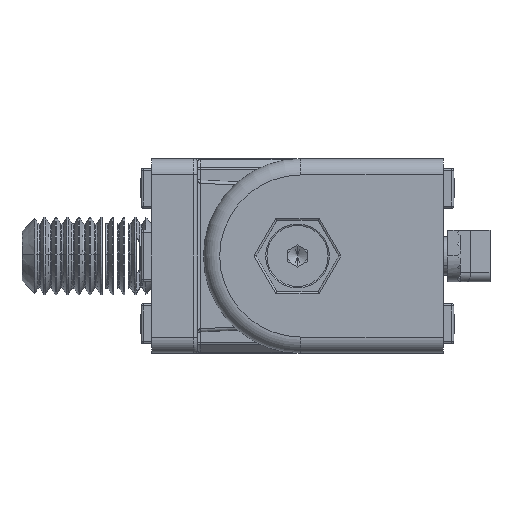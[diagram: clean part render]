
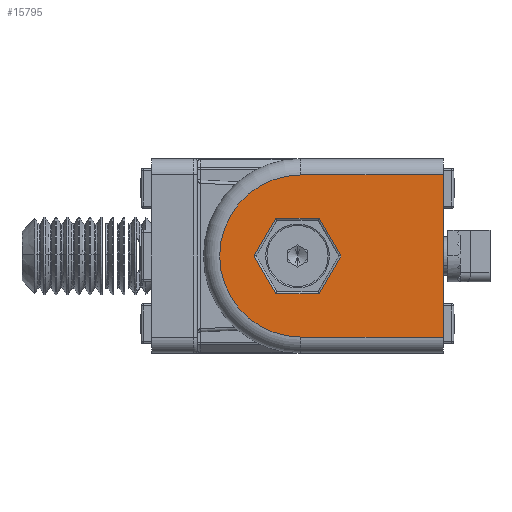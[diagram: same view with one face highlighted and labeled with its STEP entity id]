
A CAD part, left-side view. The second image highlights one B-rep face of the part: STEP entity #15795.
In plain terms, the highlighted planar face has unit normal (-1, 0, 0).
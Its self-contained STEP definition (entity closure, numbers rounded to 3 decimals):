
#2597 = FACE_BOUND ( 'NONE', #10786, .T. ) ;
#2604 = FACE_OUTER_BOUND ( 'NONE', #10848, .T. ) ;
#3538 = ORIENTED_EDGE ( 'NONE', *, *, #36078, .T. ) ;
#3627 = ORIENTED_EDGE ( 'NONE', *, *, #36070, .T. ) ;
#3628 = ORIENTED_EDGE ( 'NONE', *, *, #36079, .T. ) ;
#3629 = ORIENTED_EDGE ( 'NONE', *, *, #36073, .T. ) ;
#3630 = ORIENTED_EDGE ( 'NONE', *, *, #36076, .T. ) ;
#3631 = ORIENTED_EDGE ( 'NONE', *, *, #36075, .T. ) ;
#3632 = ORIENTED_EDGE ( 'NONE', *, *, #36080, .T. ) ;
#3636 = ORIENTED_EDGE ( 'NONE', *, *, #35940, .F. ) ;
#3637 = ORIENTED_EDGE ( 'NONE', *, *, #36081, .T. ) ;
#3638 = ORIENTED_EDGE ( 'NONE', *, *, #36082, .T. ) ;
#6992 = AXIS2_PLACEMENT_3D ( 'NONE', #14595, #14596, #14597 ) ;
#8748 = CARTESIAN_POINT ( 'NONE',  ( -20.412, -10.477, 17.161 ) ) ;
#8749 = PLANE ( 'NONE',  #24445 ) ;
#8754 = DIRECTION ( 'NONE',  ( 1., 0., 0. ) ) ;
#8755 = DIRECTION ( 'NONE',  ( 0., 0., -1. ) ) ;
#10786 = EDGE_LOOP ( 'NONE', ( #3628, #3627, #3629, #3631, #3630, #3538 ) ) ;
#10848 = EDGE_LOOP ( 'NONE', ( #3636, #3632, #3637, #3638 ) ) ;
#14232 = CARTESIAN_POINT ( 'NONE',  ( -20.412, -17.477, 17.161 ) ) ;
#14235 = DIRECTION ( 'NONE',  ( 0., 0., -1. ) ) ;
#14551 = CARTESIAN_POINT ( 'NONE',  ( -20.412, -0.325, 23.023 ) ) ;
#14554 = DIRECTION ( 'NONE',  ( 0., -0.5, 0.866 ) ) ;
#14561 = CARTESIAN_POINT ( 'NONE',  ( -20.412, -10.477, 7.961 ) ) ;
#14565 = DIRECTION ( 'NONE',  ( 0., -1., 0. ) ) ;
#14567 = CARTESIAN_POINT ( 'NONE',  ( -20.412, 2.62, 9.599 ) ) ;
#14571 = DIRECTION ( 'NONE',  ( 0., -0.5, -0.866 ) ) ;
#14572 = CARTESIAN_POINT ( 'NONE',  ( -20.412, -10.371, 17.223 ) ) ;
#14573 = DIRECTION ( 'NONE',  ( 0., 0.5, -0.866 ) ) ;
#14574 = DIRECTION ( 'NONE',  ( 0., -1., 0. ) ) ;
#14575 = CARTESIAN_POINT ( 'NONE',  ( -20.412, -10.477, -3.639 ) ) ;
#14579 = DIRECTION ( 'NONE',  ( 0., 1., 0. ) ) ;
#14581 = CARTESIAN_POINT ( 'NONE',  ( -20.412, 12.666, 3.799 ) ) ;
#14583 = DIRECTION ( 'NONE',  ( 0., 0.5, 0.866 ) ) ;
#14585 = CARTESIAN_POINT ( 'NONE',  ( -20.412, -10.477, 14.661 ) ) ;
#14587 = CARTESIAN_POINT ( 'NONE',  ( -20.412, -17.477, -10.339 ) ) ;
#14588 = DIRECTION ( 'NONE',  ( 0., 1., 0. ) ) ;
#14595 = CARTESIAN_POINT ( 'NONE',  ( -20.412, 4.523, 2.161 ) ) ;
#14596 = DIRECTION ( 'NONE',  ( -1., 0., 0. ) ) ;
#14597 = DIRECTION ( 'NONE',  ( 0., 0., -1. ) ) ;
#15795 = ADVANCED_FACE ( 'NONE', ( #2597, #2604 ), #8749, .F. ) ;
#16502 = VERTEX_POINT ( 'NONE', #21836 ) ;
#16503 = VERTEX_POINT ( 'NONE', #21837 ) ;
#16504 = VERTEX_POINT ( 'NONE', #21839 ) ;
#16505 = VERTEX_POINT ( 'NONE', #21841 ) ;
#16506 = VERTEX_POINT ( 'NONE', #21843 ) ;
#16507 = VERTEX_POINT ( 'NONE', #21845 ) ;
#16508 = VERTEX_POINT ( 'NONE', #21847 ) ;
#16509 = VERTEX_POINT ( 'NONE', #21849 ) ;
#16514 = VERTEX_POINT ( 'NONE', #21858 ) ;
#16515 = VERTEX_POINT ( 'NONE', #21860 ) ;
#21836 = CARTESIAN_POINT ( 'NONE',  ( -20.412, -17.477, -10.339 ) ) ;
#21837 = CARTESIAN_POINT ( 'NONE',  ( -20.412, 8.371, 7.961 ) ) ;
#21839 = CARTESIAN_POINT ( 'NONE',  ( -20.412, -1.675, 2.161 ) ) ;
#21841 = CARTESIAN_POINT ( 'NONE',  ( -20.412, 1.674, 7.961 ) ) ;
#21843 = CARTESIAN_POINT ( 'NONE',  ( -20.412, 11.72, 2.161 ) ) ;
#21845 = CARTESIAN_POINT ( 'NONE',  ( -20.412, -17.477, 14.661 ) ) ;
#21847 = CARTESIAN_POINT ( 'NONE',  ( -20.412, 8.371, -3.639 ) ) ;
#21849 = CARTESIAN_POINT ( 'NONE',  ( -20.412, 1.674, -3.639 ) ) ;
#21858 = CARTESIAN_POINT ( 'NONE',  ( -20.412, 4.523, 14.661 ) ) ;
#21860 = CARTESIAN_POINT ( 'NONE',  ( -20.412, 4.523, -10.339 ) ) ;
#24445 = AXIS2_PLACEMENT_3D ( 'NONE', #8748, #8754, #8755 ) ;
#25689 = LINE ( 'NONE', #14232, #25692 ) ;
#25692 = VECTOR ( 'NONE', #14235, 1000. ) ;
#25894 = LINE ( 'NONE', #14551, #25897 ) ;
#25896 = LINE ( 'NONE', #14561, #25899 ) ;
#25897 = VECTOR ( 'NONE', #14554, 1000. ) ;
#25898 = LINE ( 'NONE', #14567, #25902 ) ;
#25899 = VECTOR ( 'NONE', #14565, 1000. ) ;
#25900 = LINE ( 'NONE', #14575, #25906 ) ;
#25901 = LINE ( 'NONE', #14572, #25903 ) ;
#25902 = VECTOR ( 'NONE', #14571, 1000. ) ;
#25903 = VECTOR ( 'NONE', #14573, 1000. ) ;
#25904 = CIRCLE ( 'NONE', #6992, 12.5 ) ;
#25905 = LINE ( 'NONE', #14581, #25908 ) ;
#25906 = VECTOR ( 'NONE', #14579, 1000. ) ;
#25907 = LINE ( 'NONE', #14585, #25910 ) ;
#25908 = VECTOR ( 'NONE', #14583, 1000. ) ;
#25910 = VECTOR ( 'NONE', #14588, 1000. ) ;
#25911 = LINE ( 'NONE', #14587, #25913 ) ;
#25913 = VECTOR ( 'NONE', #14574, 1000. ) ;
#35940 = EDGE_CURVE ( 'NONE', #16507, #16502, #25689, .T. ) ;
#36070 = EDGE_CURVE ( 'NONE', #16506, #16503, #25894, .T. ) ;
#36073 = EDGE_CURVE ( 'NONE', #16503, #16505, #25896, .T. ) ;
#36075 = EDGE_CURVE ( 'NONE', #16505, #16504, #25898, .T. ) ;
#36076 = EDGE_CURVE ( 'NONE', #16504, #16509, #25901, .T. ) ;
#36078 = EDGE_CURVE ( 'NONE', #16509, #16508, #25900, .T. ) ;
#36079 = EDGE_CURVE ( 'NONE', #16508, #16506, #25905, .T. ) ;
#36080 = EDGE_CURVE ( 'NONE', #16507, #16514, #25907, .T. ) ;
#36081 = EDGE_CURVE ( 'NONE', #16514, #16515, #25904, .T. ) ;
#36082 = EDGE_CURVE ( 'NONE', #16515, #16502, #25911, .T. ) ;
